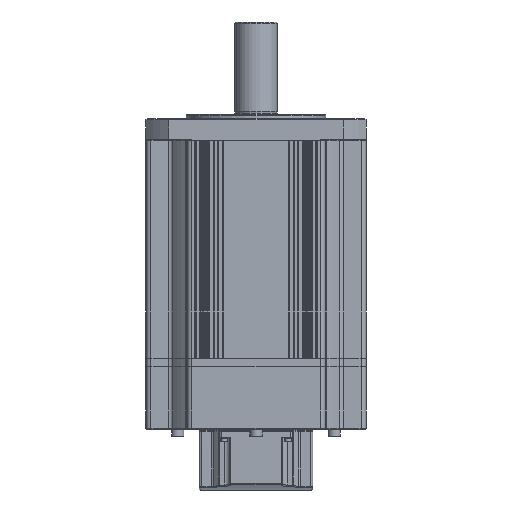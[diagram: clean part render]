
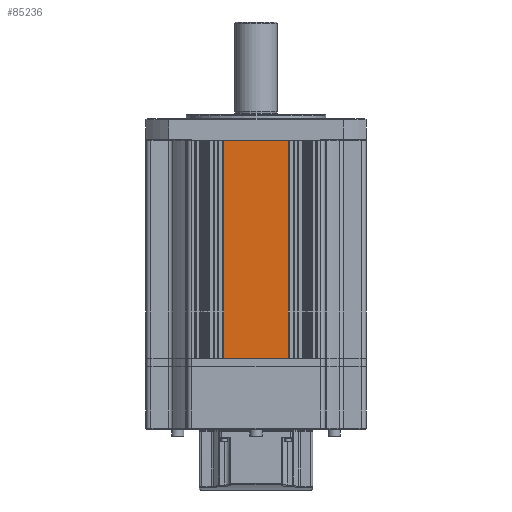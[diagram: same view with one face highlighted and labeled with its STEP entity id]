
A CAD part, front view. The second image highlights one B-rep face of the part: STEP entity #85236.
In plain terms, the highlighted planar face has unit normal (0, -1, 0).
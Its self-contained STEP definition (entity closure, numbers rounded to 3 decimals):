
#7651 = LINE ( 'NONE', #7652, #26604 ) ;
#7652 = CARTESIAN_POINT ( 'NONE',  ( 0., -90., 0. ) ) ;
#7663 = DIRECTION ( 'NONE',  ( 1., 0., 0. ) ) ;
#18506 = FACE_OUTER_BOUND ( 'NONE', #49406, .T. ) ;
#18520 = DIRECTION ( 'NONE',  ( -1., 0., 0. ) ) ;
#18521 = PLANE ( 'NONE',  #29571 ) ;
#18530 = CARTESIAN_POINT ( 'NONE',  ( 26.5, -90., 0. ) ) ;
#18537 = DIRECTION ( 'NONE',  ( 0., 1., 0. ) ) ;
#26604 = VECTOR ( 'NONE', #7663, 1000. ) ;
#28263 = VERTEX_POINT ( 'NONE', #38713 ) ;
#28328 = VERTEX_POINT ( 'NONE', #38938 ) ;
#28588 = VERTEX_POINT ( 'NONE', #39436 ) ;
#28701 = VERTEX_POINT ( 'NONE', #39622 ) ;
#29571 = AXIS2_PLACEMENT_3D ( 'NONE', #18530, #18537, #18520 ) ;
#38713 = CARTESIAN_POINT ( 'NONE',  ( 26.5, -90., 0. ) ) ;
#38938 = CARTESIAN_POINT ( 'NONE',  ( -26.5, -90., 0. ) ) ;
#39436 = CARTESIAN_POINT ( 'NONE',  ( -26.5, -90., -178. ) ) ;
#39622 = CARTESIAN_POINT ( 'NONE',  ( 26.5, -90., -178. ) ) ;
#42040 = EDGE_CURVE ( 'NONE', #28328, #28263, #7651, .T. ) ;
#42380 = EDGE_CURVE ( 'NONE', #28328, #28588, #112762, .T. ) ;
#42388 = EDGE_CURVE ( 'NONE', #28588, #28701, #112786, .T. ) ;
#42411 = EDGE_CURVE ( 'NONE', #28263, #28701, #112851, .T. ) ;
#49406 = EDGE_LOOP ( 'NONE', ( #79217, #79231, #79289, #79298 ) ) ;
#79217 = ORIENTED_EDGE ( 'NONE', *, *, #42388, .T. ) ;
#79231 = ORIENTED_EDGE ( 'NONE', *, *, #42411, .F. ) ;
#79289 = ORIENTED_EDGE ( 'NONE', *, *, #42040, .F. ) ;
#79298 = ORIENTED_EDGE ( 'NONE', *, *, #42380, .T. ) ;
#85236 = ADVANCED_FACE ( 'NONE', ( #18506 ), #18521, .F. ) ;
#111406 = VECTOR ( 'NONE', #112795, 1000. ) ;
#111417 = VECTOR ( 'NONE', #112757, 1000. ) ;
#111492 = VECTOR ( 'NONE', #112872, 1000. ) ;
#112757 = DIRECTION ( 'NONE',  ( 0., 0., -1. ) ) ;
#112758 = CARTESIAN_POINT ( 'NONE',  ( -26.5, -90., 0. ) ) ;
#112762 = LINE ( 'NONE', #112758, #111417 ) ;
#112786 = LINE ( 'NONE', #112805, #111406 ) ;
#112795 = DIRECTION ( 'NONE',  ( 1., 0., 0. ) ) ;
#112805 = CARTESIAN_POINT ( 'NONE',  ( 26.5, -90., -178. ) ) ;
#112850 = CARTESIAN_POINT ( 'NONE',  ( 26.5, -90., 0. ) ) ;
#112851 = LINE ( 'NONE', #112850, #111492 ) ;
#112872 = DIRECTION ( 'NONE',  ( 0., 0., -1. ) ) ;
